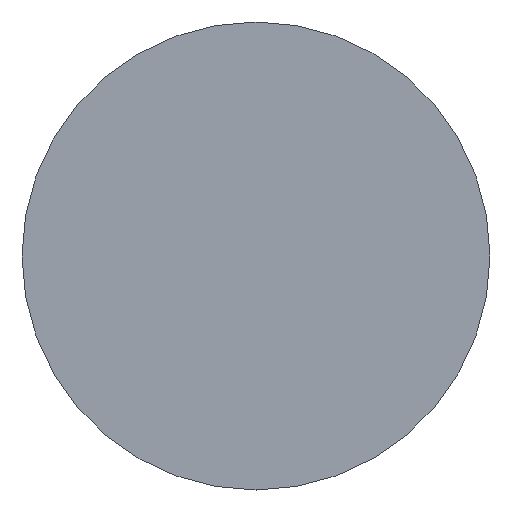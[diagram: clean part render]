
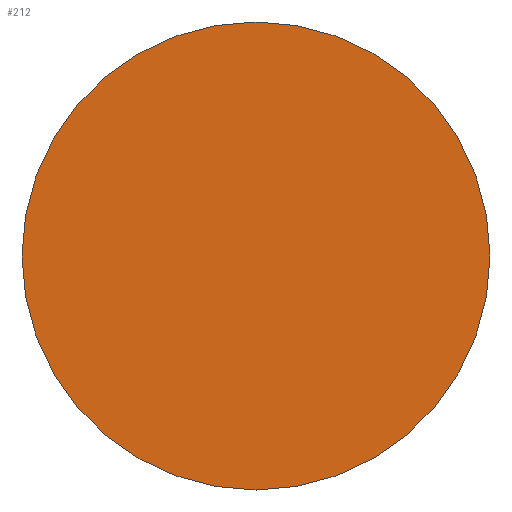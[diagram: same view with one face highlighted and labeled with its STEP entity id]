
A CAD part, front view. The second image highlights one B-rep face of the part: STEP entity #212.
In plain terms, the highlighted planar face has unit normal (0, -1, 0).
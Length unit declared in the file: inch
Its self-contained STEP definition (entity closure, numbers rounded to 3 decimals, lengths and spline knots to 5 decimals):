
#10 = EDGE_CURVE ( 'NONE', #17, #109, #37, .T. ) ;
#11 = DIRECTION ( 'NONE',  ( 0., -1., 0. ) ) ;
#17 = VERTEX_POINT ( 'NONE', #85 ) ;
#20 = DIRECTION ( 'NONE',  ( 0., 0., -1. ) ) ;
#21 = CARTESIAN_POINT ( 'NONE',  ( 0., 0., 0. ) ) ;
#37 = CIRCLE ( 'NONE', #99, 0.375 ) ;
#54 = CARTESIAN_POINT ( 'NONE',  ( 0., 0., -0.375 ) ) ;
#85 = CARTESIAN_POINT ( 'NONE',  ( 0., 0., 0.375 ) ) ;
#99 = AXIS2_PLACEMENT_3D ( 'NONE', #21, #11, #300 ) ;
#109 = VERTEX_POINT ( 'NONE', #54 ) ;
#119 = DIRECTION ( 'NONE',  ( 0., -1., 0. ) ) ;
#124 = ORIENTED_EDGE ( 'NONE', *, *, #10, .T. ) ;
#129 = CARTESIAN_POINT ( 'NONE',  ( 0., 0., 0. ) ) ;
#144 = AXIS2_PLACEMENT_3D ( 'NONE', #129, #256, #281 ) ;
#154 = EDGE_LOOP ( 'NONE', ( #217, #124 ) ) ;
#180 = FACE_OUTER_BOUND ( 'NONE', #154, .T. ) ;
#190 = EDGE_CURVE ( 'NONE', #109, #17, #288, .T. ) ;
#212 = ADVANCED_FACE ( 'NONE', ( #180 ), #266, .T. ) ;
#217 = ORIENTED_EDGE ( 'NONE', *, *, #190, .T. ) ;
#231 = AXIS2_PLACEMENT_3D ( 'NONE', #244, #119, #20 ) ;
#244 = CARTESIAN_POINT ( 'NONE',  ( 0., 0., 0. ) ) ;
#256 = DIRECTION ( 'NONE',  ( 0., -1., 0. ) ) ;
#266 = PLANE ( 'NONE',  #231 ) ;
#281 = DIRECTION ( 'NONE',  ( 0., 0., -1. ) ) ;
#288 = CIRCLE ( 'NONE', #144, 0.375 ) ;
#300 = DIRECTION ( 'NONE',  ( 0., 0., -1. ) ) ;
